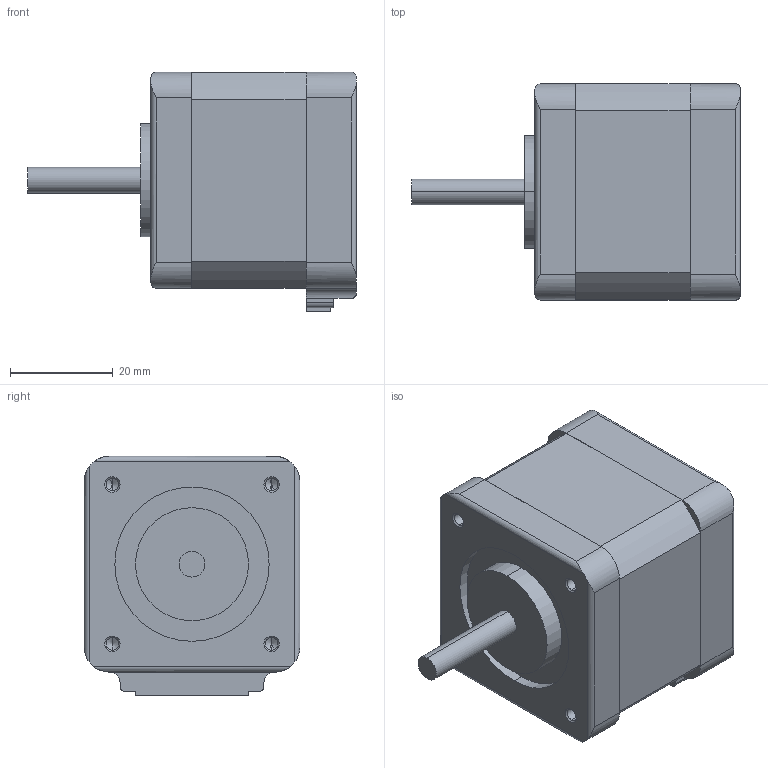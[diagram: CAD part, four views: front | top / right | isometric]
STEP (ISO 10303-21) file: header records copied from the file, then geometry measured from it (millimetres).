
FILE_DESCRIPTION(('starvars output'),'2;1');
FILE_NAME('kt42jm.stp','11:50:02 2014/09/17',( 'Thomas Industrial Network Germany GmbH'),( 'Thomas Industrial Network Germany GmbH'),'unknown preprocess','ACIS' ,'unknown authorization');
FILE_SCHEMA(('AUTOMOTIVE_DESIGN_CC2 {UNKNOWN IMPLEMENTATION LEVEL}'));
Length unit declared in the file: millimetre
Products named in the file (1): PRODUCT_ID_26
Bounding box: 64 x 42 x 46.6 mm (x, y, z)
Volume: 70146.1 mm3; surface area: 11149.3 mm2
Topology: 1 solids, 1 shells, 98 faces, 240 edges, 150 vertices
Faces by surface type: cylinder 46, plane 36, cone 16
Entity records: 3559 total; most frequent: CARTESIAN_POINT 574, ORIENTED_EDGE 464, DIRECTION 398, EDGE_CURVE 232, VERTEX_POINT 150, AXIS2_PLACEMENT_3D 134, VECTOR 130, LINE 130
